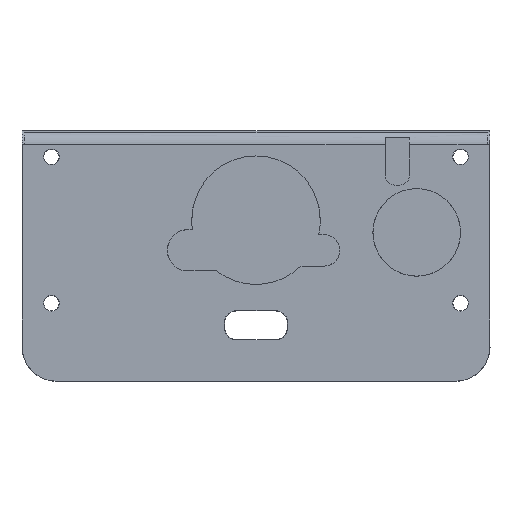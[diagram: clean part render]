
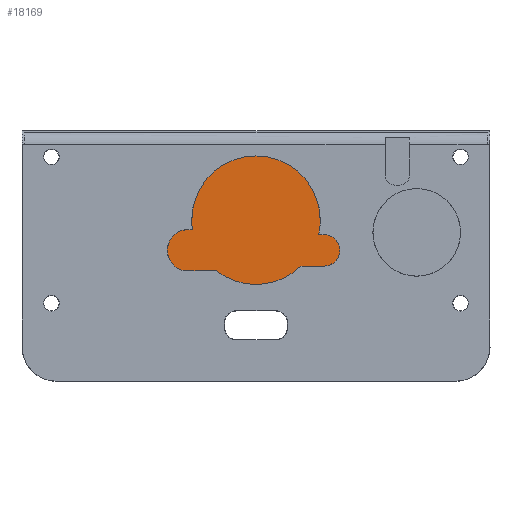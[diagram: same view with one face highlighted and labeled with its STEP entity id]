
A CAD part, top view. The second image highlights one B-rep face of the part: STEP entity #18169.
In plain terms, the highlighted planar face has unit normal (0, 0, 1).
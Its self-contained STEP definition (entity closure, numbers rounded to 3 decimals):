
#22 = VERTEX_POINT('',#23);
#23 = CARTESIAN_POINT('',(22.004,27.936,2.25));
#42 = VERTEX_POINT('',#43);
#43 = CARTESIAN_POINT('',(21.859,29.885,2.25));
#49 = EDGE_CURVE('',#22,#42,#50,.T.);
#50 = CIRCLE('',#51,13.191);
#51 = AXIS2_PLACEMENT_3D('',#52,#53,#54);
#52 = CARTESIAN_POINT('',(35.05,29.885,2.25));
#53 = DIRECTION('',(0.,0.,-1.));
#54 = DIRECTION('',(1.,0.,0.));
#74 = VERTEX_POINT('',#75);
#75 = CARTESIAN_POINT('',(48.241,29.885,2.25));
#81 = EDGE_CURVE('',#42,#74,#82,.T.);
#82 = CIRCLE('',#83,13.191);
#83 = AXIS2_PLACEMENT_3D('',#84,#85,#86);
#84 = CARTESIAN_POINT('',(35.05,29.885,2.25));
#85 = DIRECTION('',(0.,0.,-1.));
#86 = DIRECTION('',(1.,0.,0.));
#17883 = EDGE_CURVE('',#17884,#17886,#17888,.T.);
#17884 = VERTEX_POINT('',#17885);
#17885 = CARTESIAN_POINT('',(47.907,26.936,2.25));
#17886 = VERTEX_POINT('',#17887);
#17887 = CARTESIAN_POINT('',(49.05,26.936,2.25));
#17888 = LINE('',#17889,#17890);
#17889 = CARTESIAN_POINT('',(49.05,26.936,2.25));
#17890 = VECTOR('',#17891,1.);
#17891 = DIRECTION('',(1.,0.,0.));
#17918 = VERTEX_POINT('',#17919);
#17919 = CARTESIAN_POINT('',(52.241,23.744,2.25));
#17925 = EDGE_CURVE('',#17886,#17918,#17926,.T.);
#17926 = CIRCLE('',#17927,3.191);
#17927 = AXIS2_PLACEMENT_3D('',#17928,#17929,#17930);
#17928 = CARTESIAN_POINT('',(49.05,23.744,2.25));
#17929 = DIRECTION('',(0.,0.,-1.));
#17930 = DIRECTION('',(1.,0.,0.));
#17940 = EDGE_CURVE('',#17918,#17941,#17943,.T.);
#17941 = VERTEX_POINT('',#17942);
#17942 = CARTESIAN_POINT('',(52.241,23.658,2.25));
#17943 = LINE('',#17944,#17945);
#17944 = CARTESIAN_POINT('',(52.241,23.658,2.25));
#17945 = VECTOR('',#17946,1.);
#17946 = DIRECTION('',(0.,-1.,0.));
#17967 = VERTEX_POINT('',#17968);
#17968 = CARTESIAN_POINT('',(49.05,20.467,2.25));
#17974 = EDGE_CURVE('',#17941,#17967,#17975,.T.);
#17975 = CIRCLE('',#17976,3.191);
#17976 = AXIS2_PLACEMENT_3D('',#17977,#17978,#17979);
#17977 = CARTESIAN_POINT('',(49.05,23.658,2.25));
#17978 = DIRECTION('',(0.,0.,-1.));
#17979 = DIRECTION('',(1.,0.,0.));
#17989 = EDGE_CURVE('',#17967,#17990,#17992,.T.);
#17990 = VERTEX_POINT('',#17991);
#17991 = CARTESIAN_POINT('',(44.286,20.467,2.25));
#17992 = LINE('',#17993,#17994);
#17993 = CARTESIAN_POINT('',(44.288,20.467,2.25));
#17994 = VECTOR('',#17995,1.);
#17995 = DIRECTION('',(-1.,0.,0.));
#18017 = VERTEX_POINT('',#18018);
#18018 = CARTESIAN_POINT('',(26.958,19.467,2.25));
#18025 = EDGE_CURVE('',#17990,#18017,#18026,.T.);
#18026 = CIRCLE('',#18027,13.191);
#18027 = AXIS2_PLACEMENT_3D('',#18028,#18029,#18030);
#18028 = CARTESIAN_POINT('',(35.05,29.885,2.25));
#18029 = DIRECTION('',(0.,0.,-1.));
#18030 = DIRECTION('',(1.,0.,0.));
#18040 = EDGE_CURVE('',#18017,#18041,#18043,.T.);
#18041 = VERTEX_POINT('',#18042);
#18042 = CARTESIAN_POINT('',(21.05,19.467,2.25));
#18043 = LINE('',#18044,#18045);
#18044 = CARTESIAN_POINT('',(21.05,19.467,2.25));
#18045 = VECTOR('',#18046,1.);
#18046 = DIRECTION('',(-1.,0.,0.));
#18067 = VERTEX_POINT('',#18068);
#18068 = CARTESIAN_POINT('',(16.859,23.658,2.25));
#18074 = EDGE_CURVE('',#18041,#18067,#18075,.T.);
#18075 = CIRCLE('',#18076,4.191);
#18076 = AXIS2_PLACEMENT_3D('',#18077,#18078,#18079);
#18077 = CARTESIAN_POINT('',(21.05,23.658,2.25));
#18078 = DIRECTION('',(0.,0.,-1.));
#18079 = DIRECTION('',(1.,0.,0.));
#18089 = EDGE_CURVE('',#18067,#18090,#18092,.T.);
#18090 = VERTEX_POINT('',#18091);
#18091 = CARTESIAN_POINT('',(16.859,23.744,2.25));
#18092 = LINE('',#18093,#18094);
#18093 = CARTESIAN_POINT('',(16.859,23.744,2.25));
#18094 = VECTOR('',#18095,1.);
#18095 = DIRECTION('',(0.,1.,0.));
#18116 = VERTEX_POINT('',#18117);
#18117 = CARTESIAN_POINT('',(21.05,27.936,2.25));
#18123 = EDGE_CURVE('',#18090,#18116,#18124,.T.);
#18124 = CIRCLE('',#18125,4.191);
#18125 = AXIS2_PLACEMENT_3D('',#18126,#18127,#18128);
#18126 = CARTESIAN_POINT('',(21.05,23.744,2.25));
#18127 = DIRECTION('',(0.,0.,-1.));
#18128 = DIRECTION('',(1.,0.,0.));
#18138 = EDGE_CURVE('',#18116,#22,#18139,.T.);
#18139 = LINE('',#18140,#18141);
#18140 = CARTESIAN_POINT('',(21.998,27.936,2.25));
#18141 = VECTOR('',#18142,1.);
#18142 = DIRECTION('',(1.,-0.,0.));
#18157 = EDGE_CURVE('',#74,#17884,#18158,.T.);
#18158 = CIRCLE('',#18159,13.191);
#18159 = AXIS2_PLACEMENT_3D('',#18160,#18161,#18162);
#18160 = CARTESIAN_POINT('',(35.05,29.885,2.25));
#18161 = DIRECTION('',(0.,0.,-1.));
#18162 = DIRECTION('',(1.,0.,0.));
#18169 = ADVANCED_FACE('',(#18170),#18186,.T.);
#18170 = FACE_BOUND('',#18171,.T.);
#18171 = EDGE_LOOP('',(#18172,#18173,#18174,#18175,#18176,#18177,#18178,
    #18179,#18180,#18181,#18182,#18183,#18184,#18185));
#18172 = ORIENTED_EDGE('',*,*,#17883,.F.);
#18173 = ORIENTED_EDGE('',*,*,#18157,.F.);
#18174 = ORIENTED_EDGE('',*,*,#81,.F.);
#18175 = ORIENTED_EDGE('',*,*,#49,.F.);
#18176 = ORIENTED_EDGE('',*,*,#18138,.F.);
#18177 = ORIENTED_EDGE('',*,*,#18123,.F.);
#18178 = ORIENTED_EDGE('',*,*,#18089,.F.);
#18179 = ORIENTED_EDGE('',*,*,#18074,.F.);
#18180 = ORIENTED_EDGE('',*,*,#18040,.F.);
#18181 = ORIENTED_EDGE('',*,*,#18025,.F.);
#18182 = ORIENTED_EDGE('',*,*,#17989,.F.);
#18183 = ORIENTED_EDGE('',*,*,#17974,.F.);
#18184 = ORIENTED_EDGE('',*,*,#17940,.F.);
#18185 = ORIENTED_EDGE('',*,*,#17925,.F.);
#18186 = PLANE('',#18187);
#18187 = AXIS2_PLACEMENT_3D('',#18188,#18189,#18190);
#18188 = CARTESIAN_POINT('',(0.,0.,2.25));
#18189 = DIRECTION('',(0.,0.,1.));
#18190 = DIRECTION('',(1.,0.,-0.));
